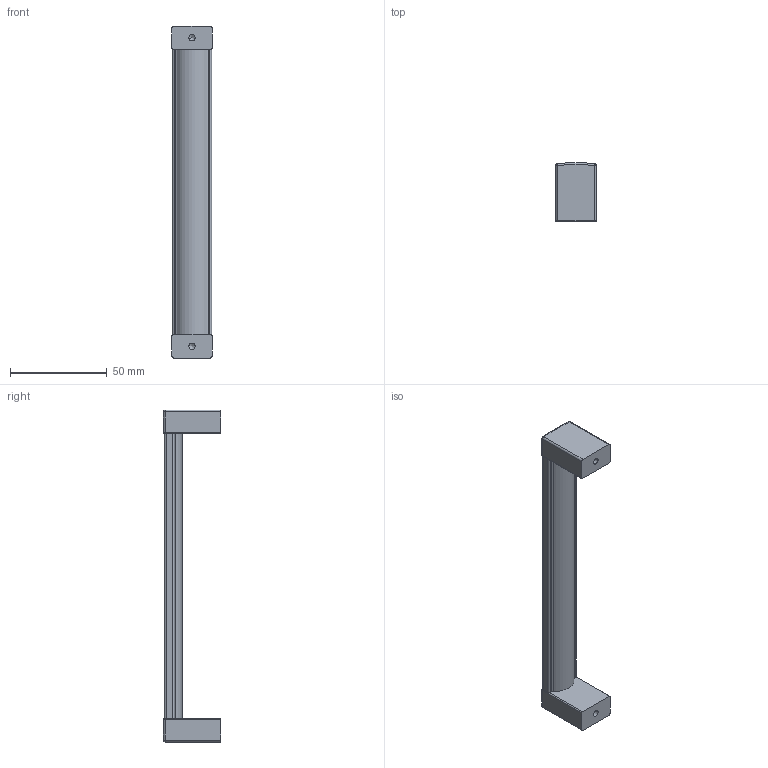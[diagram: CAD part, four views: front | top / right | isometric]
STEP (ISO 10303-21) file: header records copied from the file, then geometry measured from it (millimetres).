
FILE_DESCRIPTION(('Creo Elements/Direct Modeling STEP Export'),'2;1');
FILE_NAME('2156-172.stp','2024-09-16T10:12:12',(''),(''),'Creo Elements/Direct Modeling STEP processor for AP214 (Solid Model)','Creo Elements/Direct Modeling 20.0 12-Nov-2016 (C) Parametric Technology GmbH','');
FILE_SCHEMA(('AUTOMOTIVE_DESIGN { 1 0 10303 214 1 1 1 1 }'));
Length unit declared in the file: millimetre
Products named in the file (2): 2156-172; 2156-172.stp
Assembly tree (1 placements, depth 2):
  2156-172.stp
    2156-172
Bounding box: 20.8 x 29.96 x 172 mm (x, y, z)
Volume: 37347.9 mm3; surface area: 12402.8 mm2
Topology: 1 solids, 1 shells, 64 faces, 156 edges, 90 vertices
Faces by surface type: cylinder 30, plane 18, torus 8, sphere 4, cone 4
Entity records: 1861 total; most frequent: DIRECTION 344, CARTESIAN_POINT 296, ORIENTED_EDGE 296, EDGE_CURVE 148, AXIS2_PLACEMENT_3D 138, VERTEX_POINT 90, CIRCLE 72, VECTOR 68
